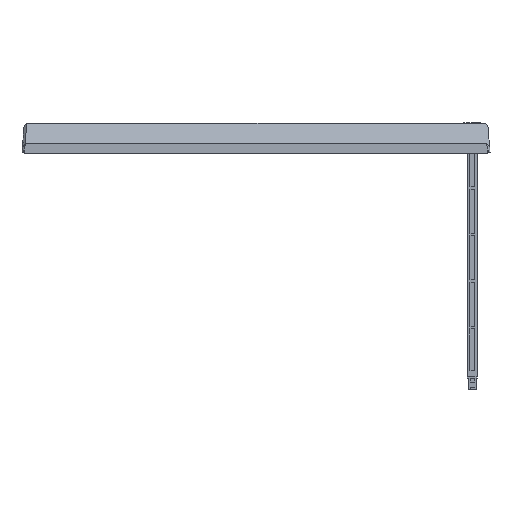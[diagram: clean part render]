
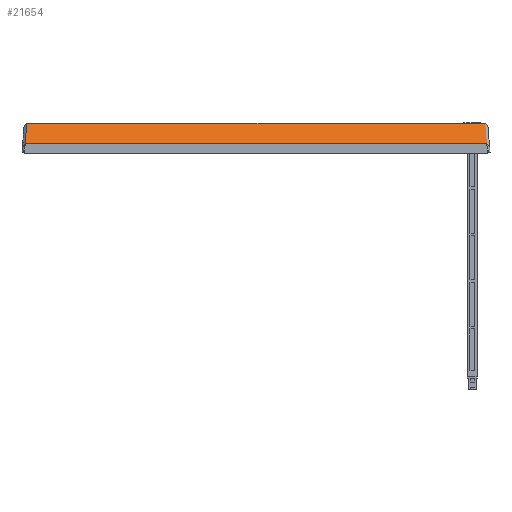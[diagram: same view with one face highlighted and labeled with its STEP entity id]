
A CAD part, top view. The second image highlights one B-rep face of the part: STEP entity #21654.
In plain terms, the highlighted planar face has unit normal (0, 0.458, 0.889).
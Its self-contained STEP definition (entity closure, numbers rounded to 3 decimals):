
#946=ELLIPSE('',#23057,4.381,2.);
#947=ELLIPSE('',#23058,4.381,2.);
#1520=FACE_OUTER_BOUND('',#2741,.T.);
#2741=EDGE_LOOP('',(#15569,#15570,#15571,#15572,#15573,#15574,#15575));
#4508=LINE('',#31068,#7007);
#4509=LINE('',#31070,#7008);
#4510=LINE('',#31072,#7009);
#4511=LINE('',#31074,#7010);
#4512=LINE('',#31077,#7011);
#7007=VECTOR('',#25192,1000.);
#7008=VECTOR('',#25193,1000.);
#7009=VECTOR('',#25194,1000.);
#7010=VECTOR('',#25195,1000.);
#7011=VECTOR('',#25198,1000.);
#9479=VERTEX_POINT('',#31064);
#9480=VERTEX_POINT('',#31065);
#9481=VERTEX_POINT('',#31067);
#9482=VERTEX_POINT('',#31069);
#9483=VERTEX_POINT('',#31071);
#9484=VERTEX_POINT('',#31073);
#9485=VERTEX_POINT('',#31075);
#11812=EDGE_CURVE('',#9479,#9480,#946,.T.);
#11813=EDGE_CURVE('',#9479,#9481,#4508,.T.);
#11814=EDGE_CURVE('',#9482,#9481,#4509,.T.);
#11815=EDGE_CURVE('',#9482,#9483,#4510,.T.);
#11816=EDGE_CURVE('',#9483,#9484,#4511,.T.);
#11817=EDGE_CURVE('',#9485,#9484,#947,.T.);
#11818=EDGE_CURVE('',#9480,#9485,#4512,.T.);
#15569=ORIENTED_EDGE('',*,*,#11812,.F.);
#15570=ORIENTED_EDGE('',*,*,#11813,.T.);
#15571=ORIENTED_EDGE('',*,*,#11814,.F.);
#15572=ORIENTED_EDGE('',*,*,#11815,.T.);
#15573=ORIENTED_EDGE('',*,*,#11816,.T.);
#15574=ORIENTED_EDGE('',*,*,#11817,.F.);
#15575=ORIENTED_EDGE('',*,*,#11818,.F.);
#20805=PLANE('',#23056);
#21654=ADVANCED_FACE('',(#1520),#20805,.F.);
#23056=AXIS2_PLACEMENT_3D('',#31063,#25188,#25189);
#23057=AXIS2_PLACEMENT_3D('',#31066,#25190,#25191);
#23058=AXIS2_PLACEMENT_3D('',#31076,#25196,#25197);
#25188=DIRECTION('center_axis',(0.,-0.458,-0.889));
#25189=DIRECTION('ref_axis',(0.,-0.889,0.458));
#25190=DIRECTION('center_axis',(0.,-0.458,-0.889));
#25191=DIRECTION('ref_axis',(0.088,-0.886,0.456));
#25192=DIRECTION('',(-0.07,0.887,-0.457));
#25193=DIRECTION('',(1.,0.,0.));
#25194=DIRECTION('',(-0.07,-0.887,0.457));
#25195=DIRECTION('',(-0.07,-0.887,0.457));
#25196=DIRECTION('center_axis',(0.,-0.458,-0.889));
#25197=DIRECTION('ref_axis',(-0.088,-0.886,0.456));
#25198=DIRECTION('',(-1.,0.,0.));
#31063=CARTESIAN_POINT('Origin',(-0.457,-16.5,131.908));
#31064=CARTESIAN_POINT('',(378.408,-16.5,131.908));
#31065=CARTESIAN_POINT('',(378.407,-16.5,131.908));
#31066=CARTESIAN_POINT('Origin',(378.101,-12.618,129.908));
#31067=CARTESIAN_POINT('',(377.107,0.,123.408));
#31068=CARTESIAN_POINT('',(376.557,6.986,119.809));
#31069=CARTESIAN_POINT('',(3.475,0.,123.408));
#31070=CARTESIAN_POINT('',(94.918,0.,123.408));
#31071=CARTESIAN_POINT('',(2.242,-15.679,131.485));
#31072=CARTESIAN_POINT('',(2.164,-16.663,131.992));
#31073=CARTESIAN_POINT('',(2.177,-16.5,131.908));
#31074=CARTESIAN_POINT('',(2.164,-16.663,131.992));
#31075=CARTESIAN_POINT('',(2.178,-16.5,131.908));
#31076=CARTESIAN_POINT('Origin',(2.484,-12.618,129.908));
#31077=CARTESIAN_POINT('',(190.293,-16.5,131.908));
